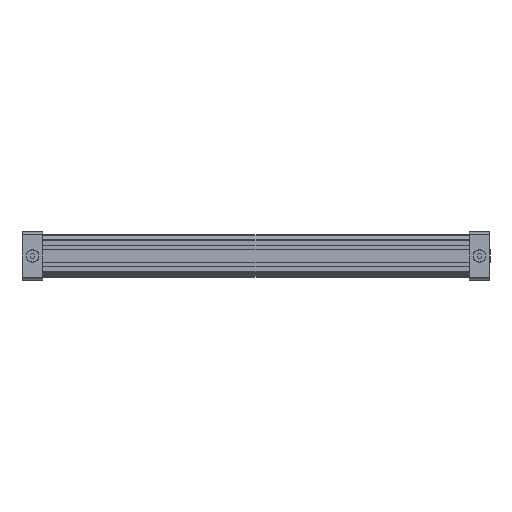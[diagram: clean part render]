
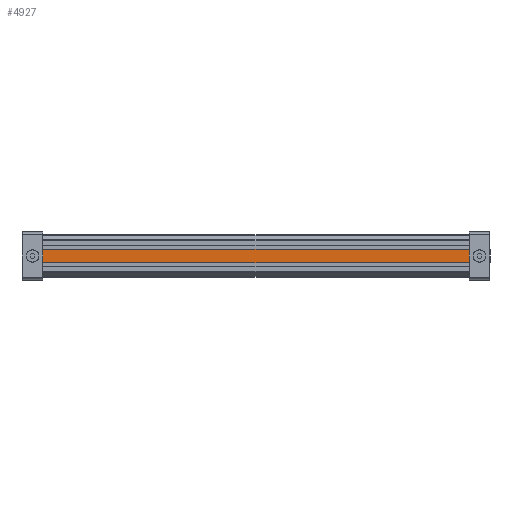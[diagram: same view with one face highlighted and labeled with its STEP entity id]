
A CAD part, front view. The second image highlights one B-rep face of the part: STEP entity #4927.
In plain terms, the highlighted planar face has unit normal (0, -1, 0).
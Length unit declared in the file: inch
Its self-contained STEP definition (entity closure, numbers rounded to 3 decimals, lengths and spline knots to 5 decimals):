
#284 = VERTEX_POINT ( 'NONE', #24009 ) ;
#1225 = CARTESIAN_POINT ( 'NONE',  ( 4.72441, -1.33071, 0.39862 ) ) ;
#1335 = LINE ( 'NONE', #5730, #23038 ) ;
#3073 = AXIS2_PLACEMENT_3D ( 'NONE', #1225, #5233, #13118 ) ;
#4604 = DIRECTION ( 'NONE',  ( 1., 0., 0. ) ) ;
#4927 = ADVANCED_FACE ( 'NONE', ( #13245 ), #15064, .F. ) ;
#5233 = DIRECTION ( 'NONE',  ( 0., 1., 0. ) ) ;
#5730 = CARTESIAN_POINT ( 'NONE',  ( -20.47244, -1.33071, 1.2126 ) ) ;
#6986 = DIRECTION ( 'NONE',  ( -1., 0., 0. ) ) ;
#8135 = LINE ( 'NONE', #10065, #20302 ) ;
#9181 = LINE ( 'NONE', #10731, #24040 ) ;
#9805 = EDGE_CURVE ( 'NONE', #24330, #23618, #8135, .T. ) ;
#10065 = CARTESIAN_POINT ( 'NONE',  ( 4.72441, -1.33071, 0.39862 ) ) ;
#10560 = EDGE_CURVE ( 'NONE', #16670, #284, #9181, .T. ) ;
#10731 = CARTESIAN_POINT ( 'NONE',  ( 4.72441, -1.33071, -0.39862 ) ) ;
#11310 = DIRECTION ( 'NONE',  ( 0., 0., -1. ) ) ;
#12095 = CARTESIAN_POINT ( 'NONE',  ( 4.72441, -1.33071, 0.39862 ) ) ;
#12531 = ORIENTED_EDGE ( 'NONE', *, *, #16559, .T. ) ;
#13080 = CARTESIAN_POINT ( 'NONE',  ( -20.47244, -1.33071, 0.39862 ) ) ;
#13118 = DIRECTION ( 'NONE',  ( 0., 0., 1. ) ) ;
#13245 = FACE_OUTER_BOUND ( 'NONE', #15558, .T. ) ;
#13407 = ORIENTED_EDGE ( 'NONE', *, *, #10560, .F. ) ;
#15064 = PLANE ( 'NONE',  #3073 ) ;
#15446 = EDGE_CURVE ( 'NONE', #23618, #16670, #15713, .T. ) ;
#15558 = EDGE_LOOP ( 'NONE', ( #13407, #15894, #19126, #12531 ) ) ;
#15713 = LINE ( 'NONE', #17140, #24658 ) ;
#15894 = ORIENTED_EDGE ( 'NONE', *, *, #15446, .F. ) ;
#16559 = EDGE_CURVE ( 'NONE', #24330, #284, #1335, .T. ) ;
#16670 = VERTEX_POINT ( 'NONE', #17634 ) ;
#17140 = CARTESIAN_POINT ( 'NONE',  ( 4.72441, -1.33071, 1.2126 ) ) ;
#17634 = CARTESIAN_POINT ( 'NONE',  ( 4.72441, -1.33071, -0.39862 ) ) ;
#19126 = ORIENTED_EDGE ( 'NONE', *, *, #9805, .F. ) ;
#20302 = VECTOR ( 'NONE', #4604, 39.37008 ) ;
#21379 = DIRECTION ( 'NONE',  ( 0., 0., -1. ) ) ;
#23038 = VECTOR ( 'NONE', #21379, 39.37008 ) ;
#23618 = VERTEX_POINT ( 'NONE', #12095 ) ;
#24009 = CARTESIAN_POINT ( 'NONE',  ( -20.47244, -1.33071, -0.39862 ) ) ;
#24040 = VECTOR ( 'NONE', #6986, 39.37008 ) ;
#24330 = VERTEX_POINT ( 'NONE', #13080 ) ;
#24658 = VECTOR ( 'NONE', #11310, 39.37008 ) ;
